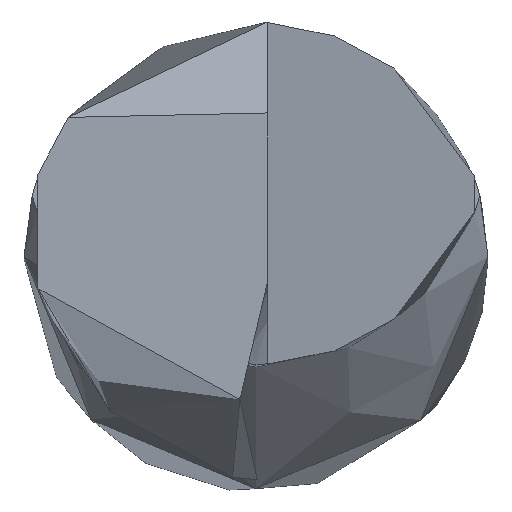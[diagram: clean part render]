
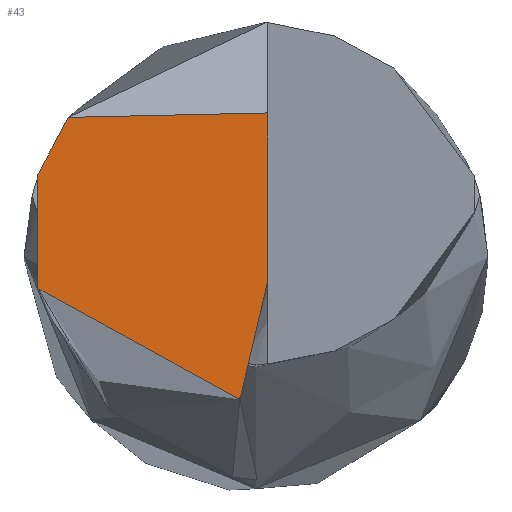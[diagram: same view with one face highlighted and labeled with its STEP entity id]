
A CAD part, top view. The second image highlights one B-rep face of the part: STEP entity #43.
In plain terms, the highlighted planar face has unit normal (-0.052, 0.017, 0.999).
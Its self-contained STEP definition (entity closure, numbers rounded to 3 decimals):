
#2 = CARTESIAN_POINT ( 'NONE',  ( -1.474, -0.722, -0.099 ) ) ;
#35 = VERTEX_POINT ( 'NONE', #455 ) ;
#43 = ADVANCED_FACE ( 'NONE', ( #910 ), #186, .F. ) ;
#45 = EDGE_CURVE ( 'NONE', #1344, #545, #1287, .T. ) ;
#107 = CARTESIAN_POINT ( 'NONE',  ( -0.525, -1.17, -0.042 ) ) ;
#114 = CARTESIAN_POINT ( 'NONE',  ( -1.016, -1., -0.07 ) ) ;
#117 = CARTESIAN_POINT ( 'NONE',  ( 0.1, -0.001, -0.029 ) ) ;
#121 = VECTOR ( 'NONE', #857, 1000. ) ;
#140 = EDGE_CURVE ( 'NONE', #35, #721, #146, .T. ) ;
#146 = B_SPLINE_CURVE_WITH_KNOTS ( 'NONE', 3,
 ( #920, #625, #520, #1026, #1045, #432, #531, #2, #621, #942, #616, #1348, #320, #1253, #114, #1032, #414, #1132, #1236, #610, #1035, #1339, #210, #1041, #107, #831, #324, #429, #1147, #1054, #250, #970, #1338 ),
 .UNSPECIFIED., .F., .F.,
 ( 4, 1, 1, 1, 2, 2, 1, 1, 1, 1, 2, 2, 1, 1, 1, 1, 2, 2, 1, 1, 2, 2, 4 ),
 ( 0., 0.125, 0.188, 0.219, 0.234, 0.25, 0.375, 0.438, 0.469, 0.484, 0.492, 0.5, 0.625, 0.688, 0.719, 0.734, 0.742, 0.75, 0.813, 0.844, 0.859, 0.875, 1. ),
 .UNSPECIFIED. ) ;
#185 = CARTESIAN_POINT ( 'NONE',  ( -1.88, 0.683, -0.145 ) ) ;
#186 = PLANE ( 'NONE',  #714 ) ;
#192 = CARTESIAN_POINT ( 'NONE',  ( -1.816, 0.858, -0.145 ) ) ;
#210 = CARTESIAN_POINT ( 'NONE',  ( -0.566, -1.159, -0.044 ) ) ;
#233 = CARTESIAN_POINT ( 'NONE',  ( -0.139, -1.258, -0.02 ) ) ;
#250 = CARTESIAN_POINT ( 'NONE',  ( -0.275, -1.229, -0.028 ) ) ;
#252 =( BOUNDED_CURVE ( )  B_SPLINE_CURVE ( 3, ( #233, #740, #527, #538 ),
 .UNSPECIFIED., .F., .F. ) 
 B_SPLINE_CURVE_WITH_KNOTS ( ( 4, 4 ),
 ( 2.786, 3.315 ),
 .UNSPECIFIED. ) 
 CURVE ( )  GEOMETRIC_REPRESENTATION_ITEM ( )  RATIONAL_B_SPLINE_CURVE ( ( 1., 0.977, 0.977, 1. ) ) 
 REPRESENTATION_ITEM ( '' )  );
#253 = VECTOR ( 'NONE', #623, 1000. ) ;
#277 = ORIENTED_EDGE ( 'NONE', *, *, #437, .F. ) ;
#284 = EDGE_CURVE ( 'NONE', #545, #293, #1293, .T. ) ;
#293 = VERTEX_POINT ( 'NONE', #1095 ) ;
#297 = DIRECTION ( 'NONE',  ( 0.052, -0.017, -0.998 ) ) ;
#320 = CARTESIAN_POINT ( 'NONE',  ( -1.042, -0.988, -0.072 ) ) ;
#324 = CARTESIAN_POINT ( 'NONE',  ( -0.411, -1.198, -0.035 ) ) ;
#395 = CARTESIAN_POINT ( 'NONE',  ( 0.01, -7.999, 0.106 ) ) ;
#414 = CARTESIAN_POINT ( 'NONE',  ( -0.938, -1.035, -0.066 ) ) ;
#429 = CARTESIAN_POINT ( 'NONE',  ( -0.382, -1.205, -0.034 ) ) ;
#432 = CARTESIAN_POINT ( 'NONE',  ( -1.505, -0.698, -0.101 ) ) ;
#437 = EDGE_CURVE ( 'NONE', #35, #1344, #1080, .T. ) ;
#455 = CARTESIAN_POINT ( 'NONE',  ( -1.88, -0.302, -0.128 ) ) ;
#487 = CARTESIAN_POINT ( 'NONE',  ( 0.092, 1.212, -0.051 ) ) ;
#494 = CARTESIAN_POINT ( 'NONE',  ( -1.88, 0.683, -0.145 ) ) ;
#500 = CARTESIAN_POINT ( 'NONE',  ( 0.1, -0.24, -0.025 ) ) ;
#520 = CARTESIAN_POINT ( 'NONE',  ( -1.726, -0.496, -0.116 ) ) ;
#527 = CARTESIAN_POINT ( 'NONE',  ( -0.069, -0.554, -0.029 ) ) ;
#531 = CARTESIAN_POINT ( 'NONE',  ( -1.485, -0.714, -0.1 ) ) ;
#538 = CARTESIAN_POINT ( 'NONE',  ( 0.1, -0.24, -0.025 ) ) ;
#545 = VERTEX_POINT ( 'NONE', #1127 ) ;
#550 = ORIENTED_EDGE ( 'NONE', *, *, #140, .T. ) ;
#554 = LINE ( 'NONE', #117, #253 ) ;
#576 = VERTEX_POINT ( 'NONE', #500 ) ;
#610 = CARTESIAN_POINT ( 'NONE',  ( -0.628, -1.142, -0.048 ) ) ;
#616 = CARTESIAN_POINT ( 'NONE',  ( -1.149, -0.935, -0.078 ) ) ;
#621 = CARTESIAN_POINT ( 'NONE',  ( -1.396, -0.783, -0.094 ) ) ;
#623 = DIRECTION ( 'NONE',  ( 0., 1., -0.017 ) ) ;
#625 = CARTESIAN_POINT ( 'NONE',  ( -1.821, -0.383, -0.123 ) ) ;
#690 = EDGE_LOOP ( 'NONE', ( #277, #550, #1070, #796, #1257, #1226 ) ) ;
#714 = AXIS2_PLACEMENT_3D ( 'NONE', #395, #297, #1117 ) ;
#718 = CARTESIAN_POINT ( 'NONE',  ( -1.619, 1.174, -0.14 ) ) ;
#721 = VERTEX_POINT ( 'NONE', #1034 ) ;
#740 = CARTESIAN_POINT ( 'NONE',  ( -0.151, -0.901, -0.027 ) ) ;
#775 = EDGE_CURVE ( 'NONE', #721, #576, #252, .T. ) ;
#785 = EDGE_CURVE ( 'NONE', #576, #293, #554, .T. ) ;
#796 = ORIENTED_EDGE ( 'NONE', *, *, #785, .T. ) ;
#831 = CARTESIAN_POINT ( 'NONE',  ( -0.475, -1.183, -0.039 ) ) ;
#857 = DIRECTION ( 'NONE',  ( 0., 1., -0.017 ) ) ;
#886 = DIRECTION ( 'NONE',  ( 0.998, 0.022, 0.052 ) ) ;
#910 = FACE_OUTER_BOUND ( 'NONE', #690, .T. ) ;
#920 = CARTESIAN_POINT ( 'NONE',  ( -1.88, -0.302, -0.128 ) ) ;
#942 = CARTESIAN_POINT ( 'NONE',  ( -1.287, -0.858, -0.087 ) ) ;
#970 = CARTESIAN_POINT ( 'NONE',  ( -0.207, -1.244, -0.024 ) ) ;
#1024 = VECTOR ( 'NONE', #886, 1000. ) ;
#1026 = CARTESIAN_POINT ( 'NONE',  ( -1.6, -0.617, -0.108 ) ) ;
#1032 = CARTESIAN_POINT ( 'NONE',  ( -1.01, -1.003, -0.07 ) ) ;
#1034 = CARTESIAN_POINT ( 'NONE',  ( -0.139, -1.258, -0.02 ) ) ;
#1035 = CARTESIAN_POINT ( 'NONE',  ( -0.592, -1.152, -0.045 ) ) ;
#1041 = CARTESIAN_POINT ( 'NONE',  ( -0.56, -1.161, -0.044 ) ) ;
#1045 = CARTESIAN_POINT ( 'NONE',  ( -1.534, -0.674, -0.103 ) ) ;
#1054 = CARTESIAN_POINT ( 'NONE',  ( -0.352, -1.212, -0.032 ) ) ;
#1064 = CARTESIAN_POINT ( 'NONE',  ( -1.88, -8.001, 0.007 ) ) ;
#1070 = ORIENTED_EDGE ( 'NONE', *, *, #775, .T. ) ;
#1080 = LINE ( 'NONE', #1064, #121 ) ;
#1095 = CARTESIAN_POINT ( 'NONE',  ( 0.1, 1.212, -0.05 ) ) ;
#1117 = DIRECTION ( 'NONE',  ( -0.999, 0., -0.052 ) ) ;
#1122 = CARTESIAN_POINT ( 'NONE',  ( -1.729, 1.023, -0.143 ) ) ;
#1127 = CARTESIAN_POINT ( 'NONE',  ( -1.619, 1.174, -0.14 ) ) ;
#1132 = CARTESIAN_POINT ( 'NONE',  ( -0.832, -1.077, -0.059 ) ) ;
#1147 = CARTESIAN_POINT ( 'NONE',  ( -0.363, -1.209, -0.032 ) ) ;
#1226 = ORIENTED_EDGE ( 'NONE', *, *, #45, .F. ) ;
#1236 = CARTESIAN_POINT ( 'NONE',  ( -0.697, -1.121, -0.052 ) ) ;
#1253 = CARTESIAN_POINT ( 'NONE',  ( -1.026, -0.995, -0.071 ) ) ;
#1257 = ORIENTED_EDGE ( 'NONE', *, *, #284, .F. ) ;
#1287 =( BOUNDED_CURVE ( )  B_SPLINE_CURVE ( 3, ( #494, #192, #1122, #718 ),
 .UNSPECIFIED., .F., .F. ) 
 B_SPLINE_CURVE_WITH_KNOTS ( ( 4, 4 ),
 ( 0.027, 0.306 ),
 .UNSPECIFIED. ) 
 CURVE ( )  GEOMETRIC_REPRESENTATION_ITEM ( )  RATIONAL_B_SPLINE_CURVE ( ( 1., 0.994, 0.994, 1. ) ) 
 REPRESENTATION_ITEM ( '' )  );
#1293 = LINE ( 'NONE', #487, #1024 ) ;
#1338 = CARTESIAN_POINT ( 'NONE',  ( -0.139, -1.258, -0.02 ) ) ;
#1339 = CARTESIAN_POINT ( 'NONE',  ( -0.577, -1.156, -0.045 ) ) ;
#1344 = VERTEX_POINT ( 'NONE', #185 ) ;
#1348 = CARTESIAN_POINT ( 'NONE',  ( -1.078, -0.97, -0.074 ) ) ;
